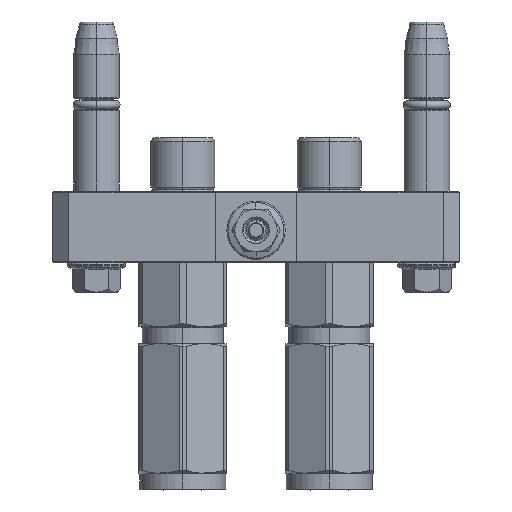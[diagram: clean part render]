
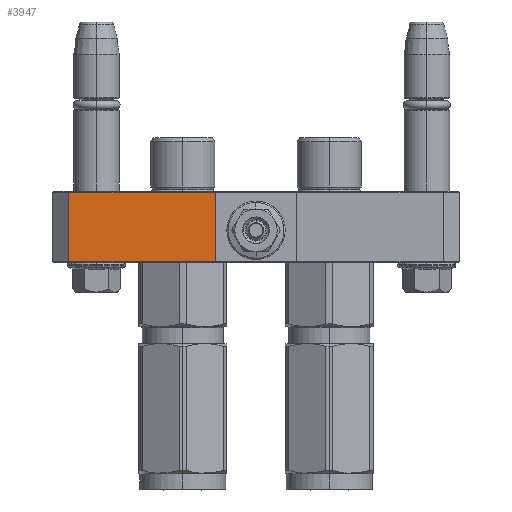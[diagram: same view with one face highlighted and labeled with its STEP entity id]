
A CAD part, front view. The second image highlights one B-rep face of the part: STEP entity #3947.
In plain terms, the highlighted face is planar.
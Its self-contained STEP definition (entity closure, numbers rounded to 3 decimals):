
#260 = CARTESIAN_POINT ( 'NONE',  ( 50., 0.3, -37.5 ) ) ;
#1408 = VECTOR ( 'NONE', #21020, 1000. ) ;
#1489 = EDGE_CURVE ( 'NONE', #28145, #17923, #24306, .T. ) ;
#2066 = DIRECTION ( 'NONE',  ( 0., 0., 1. ) ) ;
#3177 = EDGE_CURVE ( 'NONE', #17923, #4606, #28768, .T. ) ;
#3648 = CARTESIAN_POINT ( 'NONE',  ( 50., 21.7, -37.5 ) ) ;
#3947 = ADVANCED_FACE ( 'NONE', ( #24486 ), #6584, .F. ) ;
#4181 = DIRECTION ( 'NONE',  ( 0., -1., 0. ) ) ;
#4606 = VERTEX_POINT ( 'NONE', #20730 ) ;
#5398 = CARTESIAN_POINT ( 'NONE',  ( 50., 21.7, -37.5 ) ) ;
#5794 = DIRECTION ( 'NONE',  ( 1., 0., 0. ) ) ;
#5851 = ORIENTED_EDGE ( 'NONE', *, *, #1489, .F. ) ;
#6122 = EDGE_CURVE ( 'NONE', #4606, #19418, #22877, .T. ) ;
#6584 = PLANE ( 'NONE',  #10046 ) ;
#7325 = VECTOR ( 'NONE', #19237, 1000. ) ;
#7604 = EDGE_CURVE ( 'NONE', #28145, #19418, #15882, .T. ) ;
#8433 = ORIENTED_EDGE ( 'NONE', *, *, #3177, .F. ) ;
#8579 = EDGE_LOOP ( 'NONE', ( #15060, #21224, #8433, #5851 ) ) ;
#9760 = CARTESIAN_POINT ( 'NONE',  ( 50., 21.7, -37.5 ) ) ;
#10046 = AXIS2_PLACEMENT_3D ( 'NONE', #17635, #2066, #24552 ) ;
#10630 = CARTESIAN_POINT ( 'NONE',  ( 5., 0.3, -37.5 ) ) ;
#14331 = CARTESIAN_POINT ( 'NONE',  ( 5., 21.7, -37.5 ) ) ;
#15060 = ORIENTED_EDGE ( 'NONE', *, *, #7604, .T. ) ;
#15882 = LINE ( 'NONE', #5398, #1408 ) ;
#17635 = CARTESIAN_POINT ( 'NONE',  ( -5., 22., -37.5 ) ) ;
#17923 = VERTEX_POINT ( 'NONE', #14331 ) ;
#19237 = DIRECTION ( 'NONE',  ( -1., 0., 0. ) ) ;
#19418 = VERTEX_POINT ( 'NONE', #260 ) ;
#19608 = VECTOR ( 'NONE', #4181, 1000. ) ;
#20730 = CARTESIAN_POINT ( 'NONE',  ( 5., 0.3, -37.5 ) ) ;
#21020 = DIRECTION ( 'NONE',  ( 0., -1., 0. ) ) ;
#21224 = ORIENTED_EDGE ( 'NONE', *, *, #6122, .F. ) ;
#22877 = LINE ( 'NONE', #10630, #23239 ) ;
#23239 = VECTOR ( 'NONE', #5794, 1000. ) ;
#24306 = LINE ( 'NONE', #9760, #7325 ) ;
#24486 = FACE_OUTER_BOUND ( 'NONE', #8579, .T. ) ;
#24552 = DIRECTION ( 'NONE',  ( 1., 0., 0. ) ) ;
#28145 = VERTEX_POINT ( 'NONE', #3648 ) ;
#28768 = LINE ( 'NONE', #29238, #19608 ) ;
#29238 = CARTESIAN_POINT ( 'NONE',  ( 5., 21.7, -37.5 ) ) ;
